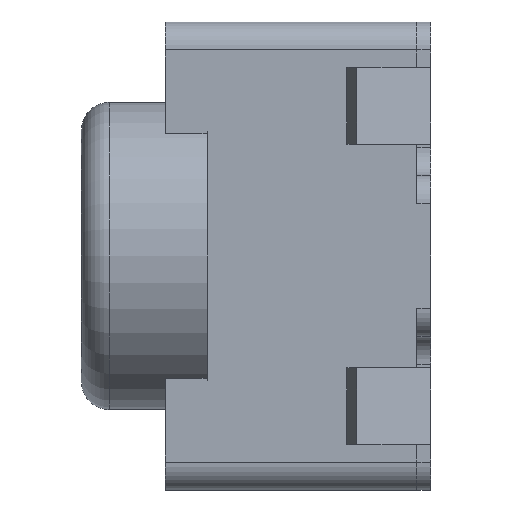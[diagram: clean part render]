
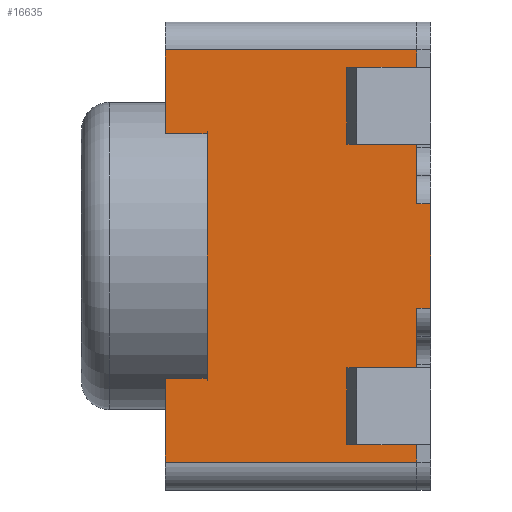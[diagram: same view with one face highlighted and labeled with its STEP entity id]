
A CAD part, left-side view. The second image highlights one B-rep face of the part: STEP entity #16635.
In plain terms, the highlighted planar face has unit normal (-1, 0, 0).
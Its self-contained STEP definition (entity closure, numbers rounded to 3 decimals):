
#1882=DIRECTION('',(0.,0.,1.));
#1883=VECTOR('',#1882,0.75);
#1884=CARTESIAN_POINT('',(-2.1,0.,-0.375));
#1885=LINE('',#1884,#1883);
#5541=DIRECTION('',(0.,0.,1.));
#5542=VECTOR('',#5541,0.425);
#5543=CARTESIAN_POINT('',(-2.1,0.1,-0.8));
#5544=LINE('',#5543,#5542);
#5599=DIRECTION('',(0.,0.,1.));
#5600=VECTOR('',#5599,0.425);
#5601=CARTESIAN_POINT('',(-2.1,0.1,0.375));
#5602=LINE('',#5601,#5600);
#5693=DIRECTION('',(0.,1.,0.));
#5694=VECTOR('',#5693,0.466);
#5695=CARTESIAN_POINT('',(-2.1,0.1,1.35));
#5696=LINE('',#5695,#5694);
#5697=DIRECTION('',(0.,0.,1.));
#5698=VECTOR('',#5697,0.55);
#5699=CARTESIAN_POINT('',(-2.1,0.566,0.8));
#5700=LINE('',#5699,#5698);
#5701=DIRECTION('',(0.,1.,0.));
#5702=VECTOR('',#5701,0.466);
#5703=CARTESIAN_POINT('',(-2.1,0.1,0.8));
#5704=LINE('',#5703,#5702);
#5705=DIRECTION('',(0.,1.,0.));
#5706=VECTOR('',#5705,0.1);
#5707=CARTESIAN_POINT('',(-2.1,0.,0.375));
#5708=LINE('',#5707,#5706);
#5709=DIRECTION('',(0.,-1.,0.));
#5710=VECTOR('',#5709,0.1);
#5711=CARTESIAN_POINT('',(-2.1,0.1,-0.375));
#5712=LINE('',#5711,#5710);
#5713=DIRECTION('',(0.,1.,0.));
#5714=VECTOR('',#5713,0.466);
#5715=CARTESIAN_POINT('',(-2.1,0.1,-0.8));
#5716=LINE('',#5715,#5714);
#5717=DIRECTION('',(0.,0.,-1.));
#5718=VECTOR('',#5717,0.55);
#5719=CARTESIAN_POINT('',(-2.1,0.566,-0.8));
#5720=LINE('',#5719,#5718);
#5721=DIRECTION('',(0.,1.,0.));
#5722=VECTOR('',#5721,0.466);
#5723=CARTESIAN_POINT('',(-2.1,0.1,-1.35));
#5724=LINE('',#5723,#5722);
#5725=DIRECTION('',(0.,0.,1.));
#5726=VECTOR('',#5725,0.125);
#5727=CARTESIAN_POINT('',(-2.1,0.1,-1.475));
#5728=LINE('',#5727,#5726);
#5729=DIRECTION('',(0.,-1.,0.));
#5730=VECTOR('',#5729,1.8);
#5731=CARTESIAN_POINT('',(-2.1,1.9,-1.475));
#5732=LINE('',#5731,#5730);
#5733=DIRECTION('',(0.,1.,0.));
#5734=VECTOR('',#5733,0.3);
#5735=CARTESIAN_POINT('',(-2.1,1.6,0.875));
#5736=LINE('',#5735,#5734);
#5737=DIRECTION('',(0.,-1.,0.));
#5738=VECTOR('',#5737,1.8);
#5739=CARTESIAN_POINT('',(-2.1,1.9,1.475));
#5740=LINE('',#5739,#5738);
#5741=DIRECTION('',(0.,0.,1.));
#5742=VECTOR('',#5741,0.125);
#5743=CARTESIAN_POINT('',(-2.1,0.1,1.35));
#5744=LINE('',#5743,#5742);
#5937=DIRECTION('',(0.,0.,1.));
#5938=VECTOR('',#5937,0.6);
#5939=CARTESIAN_POINT('',(-2.1,1.9,0.875));
#5940=LINE('',#5939,#5938);
#5996=DIRECTION('',(0.,0.,1.));
#5997=VECTOR('',#5996,0.6);
#5998=CARTESIAN_POINT('',(-2.1,1.9,-1.475));
#5999=LINE('',#5998,#5997);
#6037=DIRECTION('',(0.,0.,1.));
#6038=VECTOR('',#6037,1.75);
#6039=CARTESIAN_POINT('',(-2.1,1.6,-0.875));
#6040=LINE('',#6039,#6038);
#6059=DIRECTION('',(0.,1.,0.));
#6060=VECTOR('',#6059,0.3);
#6061=CARTESIAN_POINT('',(-2.1,1.6,-0.875));
#6062=LINE('',#6061,#6060);
#6299=CARTESIAN_POINT('',(-2.1,1.9,-0.875));
#6301=VERTEX_POINT('',#6299);
#6308=CARTESIAN_POINT('',(-2.1,1.9,0.875));
#6310=VERTEX_POINT('',#6308);
#6315=CARTESIAN_POINT('',(-2.1,1.6,-0.875));
#6317=VERTEX_POINT('',#6315);
#6324=CARTESIAN_POINT('',(-2.1,1.6,0.875));
#6326=VERTEX_POINT('',#6324);
#6339=CARTESIAN_POINT('',(-2.1,1.9,1.475));
#6341=VERTEX_POINT('',#6339);
#6352=CARTESIAN_POINT('',(-2.1,1.9,-1.475));
#6354=VERTEX_POINT('',#6352);
#6356=CARTESIAN_POINT('',(-2.1,0.1,1.475));
#6358=VERTEX_POINT('',#6356);
#6367=CARTESIAN_POINT('',(-2.1,0.1,-1.475));
#6369=VERTEX_POINT('',#6367);
#6479=CARTESIAN_POINT('',(-2.1,0.,0.375));
#6480=VERTEX_POINT('',#6479);
#6481=CARTESIAN_POINT('',(-2.1,0.1,0.375));
#6482=VERTEX_POINT('',#6481);
#6491=CARTESIAN_POINT('',(-2.1,0.,-0.375));
#6493=VERTEX_POINT('',#6491);
#6497=CARTESIAN_POINT('',(-2.1,0.1,-0.375));
#6498=VERTEX_POINT('',#6497);
#8311=CARTESIAN_POINT('',(-2.1,0.1,-1.35));
#8312=CARTESIAN_POINT('',(-2.1,0.566,-1.35));
#8313=VERTEX_POINT('',#8311);
#8314=VERTEX_POINT('',#8312);
#8315=CARTESIAN_POINT('',(-2.1,0.1,-0.8));
#8316=CARTESIAN_POINT('',(-2.1,0.566,-0.8));
#8317=VERTEX_POINT('',#8315);
#8318=VERTEX_POINT('',#8316);
#8329=CARTESIAN_POINT('',(-2.1,0.566,1.35));
#8330=VERTEX_POINT('',#8329);
#8333=CARTESIAN_POINT('',(-2.1,0.566,0.8));
#8334=VERTEX_POINT('',#8333);
#8335=CARTESIAN_POINT('',(-2.1,0.1,1.35));
#8336=VERTEX_POINT('',#8335);
#8337=CARTESIAN_POINT('',(-2.1,0.1,0.8));
#8338=VERTEX_POINT('',#8337);
#16595=CARTESIAN_POINT('',(-2.1,0.,-1.675));
#16596=DIRECTION('',(-1.,0.,0.));
#16597=DIRECTION('',(0.,0.,1.));
#16598=AXIS2_PLACEMENT_3D('',#16595,#16596,#16597);
#16599=PLANE('',#16598);
#16601=ORIENTED_EDGE('',*,*,#16600,.T.);
#16603=ORIENTED_EDGE('',*,*,#16602,.F.);
#16605=ORIENTED_EDGE('',*,*,#16604,.F.);
#16606=ORIENTED_EDGE('',*,*,#16459,.F.);
#16608=ORIENTED_EDGE('',*,*,#16607,.F.);
#16609=ORIENTED_EDGE('',*,*,#8558,.F.);
#16611=ORIENTED_EDGE('',*,*,#16610,.F.);
#16612=ORIENTED_EDGE('',*,*,#16391,.F.);
#16613=ORIENTED_EDGE('',*,*,#16554,.T.);
#16615=ORIENTED_EDGE('',*,*,#16614,.T.);
#16616=ORIENTED_EDGE('',*,*,#16582,.F.);
#16617=ORIENTED_EDGE('',*,*,#16419,.F.);
#16619=ORIENTED_EDGE('',*,*,#16618,.F.);
#16621=ORIENTED_EDGE('',*,*,#16620,.T.);
#16623=ORIENTED_EDGE('',*,*,#16622,.F.);
#16625=ORIENTED_EDGE('',*,*,#16624,.T.);
#16627=ORIENTED_EDGE('',*,*,#16626,.T.);
#16629=ORIENTED_EDGE('',*,*,#16628,.T.);
#16631=ORIENTED_EDGE('',*,*,#16630,.T.);
#16632=ORIENTED_EDGE('',*,*,#16431,.F.);
#16633=EDGE_LOOP('',(#16601,#16603,#16605,#16606,#16608,#16609,#16611,#16612,
#16613,#16615,#16616,#16617,#16619,#16621,#16623,#16625,#16627,#16629,#16631,
#16632));
#16634=FACE_OUTER_BOUND('',#16633,.F.);
#8558=EDGE_CURVE('',#6493,#6480,#1885,.T.);
#16391=EDGE_CURVE('',#8317,#6498,#5544,.T.);
#16419=EDGE_CURVE('',#6369,#8313,#5728,.T.);
#16431=EDGE_CURVE('',#8336,#6358,#5744,.T.);
#16459=EDGE_CURVE('',#6482,#8338,#5602,.T.);
#16554=EDGE_CURVE('',#8317,#8318,#5716,.T.);
#16582=EDGE_CURVE('',#8313,#8314,#5724,.T.);
#16600=EDGE_CURVE('',#8336,#8330,#5696,.T.);
#16602=EDGE_CURVE('',#8334,#8330,#5700,.T.);
#16604=EDGE_CURVE('',#8338,#8334,#5704,.T.);
#16607=EDGE_CURVE('',#6480,#6482,#5708,.T.);
#16610=EDGE_CURVE('',#6498,#6493,#5712,.T.);
#16614=EDGE_CURVE('',#8318,#8314,#5720,.T.);
#16618=EDGE_CURVE('',#6354,#6369,#5732,.T.);
#16620=EDGE_CURVE('',#6354,#6301,#5999,.T.);
#16622=EDGE_CURVE('',#6317,#6301,#6062,.T.);
#16624=EDGE_CURVE('',#6317,#6326,#6040,.T.);
#16626=EDGE_CURVE('',#6326,#6310,#5736,.T.);
#16628=EDGE_CURVE('',#6310,#6341,#5940,.T.);
#16630=EDGE_CURVE('',#6341,#6358,#5740,.T.);
#16635=ADVANCED_FACE('',(#16634),#16599,.T.);
